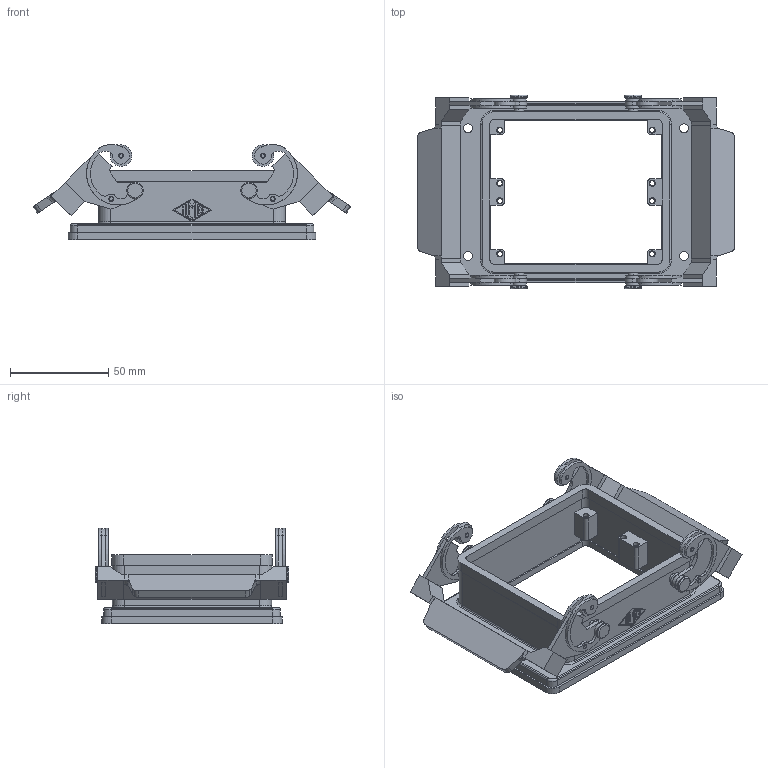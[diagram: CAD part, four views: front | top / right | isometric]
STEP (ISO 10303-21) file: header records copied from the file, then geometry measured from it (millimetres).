
FILE_DESCRIPTION((''),'2;1');
FILE_NAME('CHIW 32.stp','2006-12-20T14:27:28',('gembarski'),(''),'Autodesk Inventor 7','Autodesk Inventor 7','');
FILE_SCHEMA(('AUTOMOTIVE_DESIGN { 1 0 10303 214 1 1 1 1 }'));
Length unit declared in the file: millimetre
Products named in the file (1): CHIW 32
Bounding box: 161.7 x 98.5 x 48.44 mm (x, y, z)
Volume: 100850.7 mm3; surface area: 58913.7 mm2
Topology: 1 solids, 5 shells, 747 faces, 1977 edges, 1302 vertices
Faces by surface type: bspline 279, cylinder 228, plane 212, torus 28
Entity records: 26518 total; most frequent: CARTESIAN_POINT 7810, ORIENTED_EDGE 3978, DIRECTION 3911, EDGE_CURVE 1989, AXIS2_PLACEMENT_3D 1459, VERTEX_POINT 1302, VECTOR 993, LINE 993
